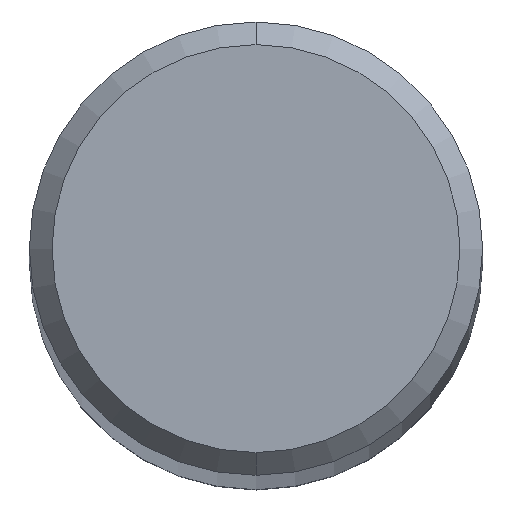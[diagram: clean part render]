
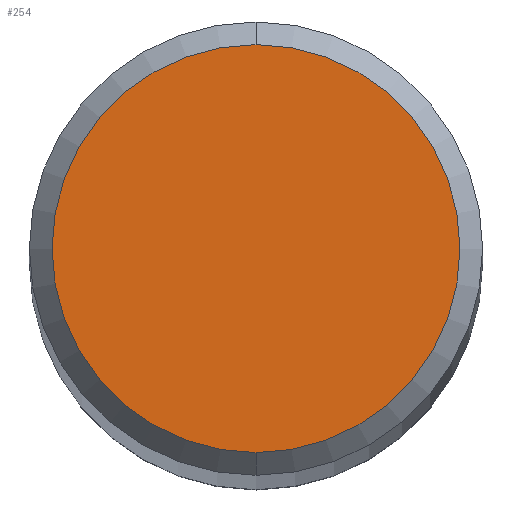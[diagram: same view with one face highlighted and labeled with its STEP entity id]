
A CAD part, top view. The second image highlights one B-rep face of the part: STEP entity #254.
In plain terms, the highlighted planar face has unit normal (0, 0, 1).
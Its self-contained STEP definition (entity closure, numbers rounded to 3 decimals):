
#186=EDGE_CURVE('',#298,#266,#452,.T.);
#196=EDGE_CURVE('',#266,#298,#462,.T.);
#254=ADVANCED_FACE('',(#523),#524,.T.);
#266=VERTEX_POINT('',#537);
#298=VERTEX_POINT('',#576);
#452=CIRCLE('',#774,3.6);
#462=CIRCLE('',#788,3.6);
#523=FACE_OUTER_BOUND('',#940,.T.);
#524=PLANE('',#941);
#537=CARTESIAN_POINT('',(0.,-3.6,0.0));
#576=CARTESIAN_POINT('',(0.0,3.6,0.0));
#774=AXIS2_PLACEMENT_3D('',#1296,#1297,#1298);
#788=AXIS2_PLACEMENT_3D('',#1303,#1304,#1305);
#940=EDGE_LOOP('',(#1357,#1358));
#941=AXIS2_PLACEMENT_3D('',#1359,#1360,#1361);
#1296=CARTESIAN_POINT('',(0.0,0.0,0.0));
#1297=DIRECTION('',(0.0,0.0,-1.0));
#1298=DIRECTION('',(0.0,1.0,0.0));
#1303=CARTESIAN_POINT('',(0.0,0.0,0.0));
#1304=DIRECTION('',(0.0,0.0,-1.0));
#1305=DIRECTION('',(0.0,1.0,0.0));
#1357=ORIENTED_EDGE('',*,*,#186,.F.);
#1358=ORIENTED_EDGE('',*,*,#196,.F.);
#1359=CARTESIAN_POINT('',(0.0,1.8,0.0));
#1360=DIRECTION('',(-0.0,0.0,1.0));
#1361=DIRECTION('',(0.0,-1.0,0.0));
